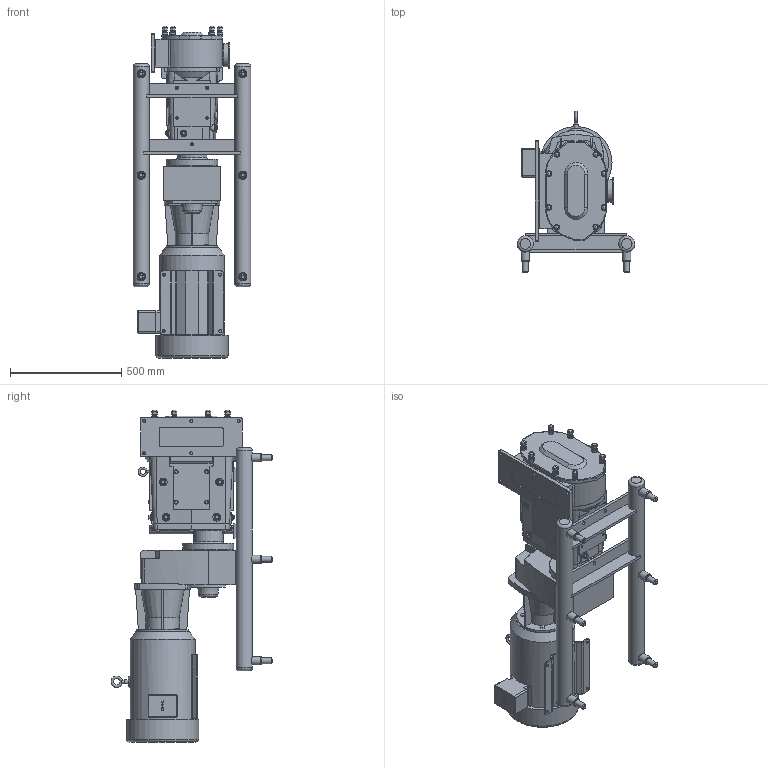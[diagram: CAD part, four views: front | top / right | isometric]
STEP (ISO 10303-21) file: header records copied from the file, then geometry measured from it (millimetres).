
FILE_DESCRIPTION(/* description */ (''),/* implementation_level */ '2;1');
FILE_NAME(/* name */ 'U3_184U3_256TC_(3.36 x 11.33)x3.0_S-Line_20HP_LH_SM.stp',/* time_stamp */ '2021-05-24T19:16:59+06:00',/* author */ ('trtmhr'),/* organization */ (''),/* preprocessor_version */ 'ST-DEVELOPER v18.1',/* originating_system */ 'Autodesk Inventor 2020',/* authorisation */ '');
FILE_SCHEMA (('AUTOMOTIVE_DESIGN { 1 0 10303 214 3 1 1 }'));
Length unit declared in the file: inch
Products named in the file (1): U3_184U3_256TC_(3.36 x 11.33)x3.0_S-Line_20HP_LH_SM
Bounding box: 530.23 x 728.47 x 1495.17 mm (x, y, z)
Volume: 115562684.3 mm3; surface area: 3251030.4 mm2
Topology: 4 solids, 4 shells, 1072 faces, 2937 edges, 1947 vertices
Faces by surface type: plane 532, cylinder 322, torus 75, cone 71, bspline 60, sphere 12
Full cylindrical faces by diameter (mm): 7.798 x1, 10.16 x2, 10.719 x4, 13.462 x4, 13.487 x6, 14.3 x3, 14.478 x1, 15.24 x1, 19.05 x8, 19.304 x1, 23.876 x3, 25.4 x19, 29.21 x2, 31.75 x3, 35.052 x6, 38.1 x6, 78.486 x1, 101.6 x1, 102.946 x1, 103.962 x1, 119.024 x1, 133.35 x1, 229.997 x1, 230.124 x1, 232.994 x1, 292.329 x1, 324.612 x1
Entity records: 36356 total; most frequent: CARTESIAN_POINT 8664, ORIENTED_EDGE 5840, DIRECTION 5804, EDGE_CURVE 2920, AXIS2_PLACEMENT_3D 2184, VERTEX_POINT 1947, LINE 1436, VECTOR 1436
